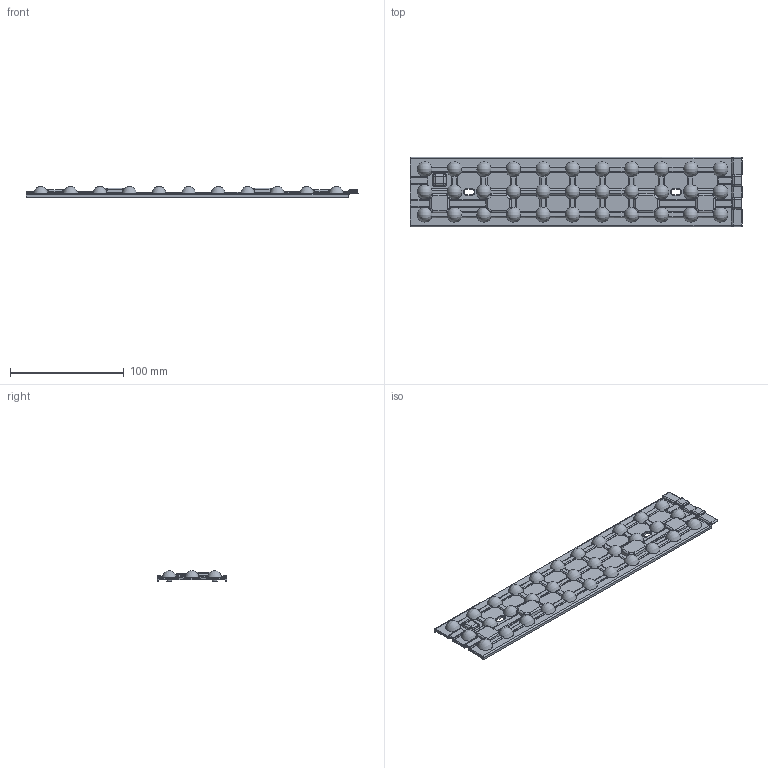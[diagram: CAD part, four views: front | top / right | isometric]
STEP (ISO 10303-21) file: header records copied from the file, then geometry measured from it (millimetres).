
FILE_DESCRIPTION (( 'STEP AP214' ), '1' );
FILE_NAME ('12928_Rev_1_MB_Fort_AsymFlange_Customer.STEP', '2015-10-06T11:05:01', ( '' ), ( '' ), 'SwSTEP 2.0', 'SolidWorks 2014', '' );
FILE_SCHEMA (( 'AUTOMOTIVE_DESIGN' ));
Length unit declared in the file: millimetre
Products named in the file (1): 12928_Rev_1_MB_Fort_AsymFlange_Customer
Bounding box: 292 x 61 x 9.6 mm (x, y, z)
Volume: 49973.4 mm3; surface area: 44680 mm2
Topology: 1 solids, 1 shells, 2202 faces, 6096 edges, 3891 vertices
Faces by surface type: plane 1126, cylinder 485, bspline 473, sphere 78, cone 30, torus 10
Entity records: 95489 total; most frequent: CARTESIAN_POINT 48351, ORIENTED_EDGE 12024, DIRECTION 6456, EDGE_CURVE 6012, VERTEX_POINT 3891, B_SPLINE_CURVE_WITH_KNOTS 3155, EDGE_LOOP 2285, AXIS2_PLACEMENT_3D 2233
